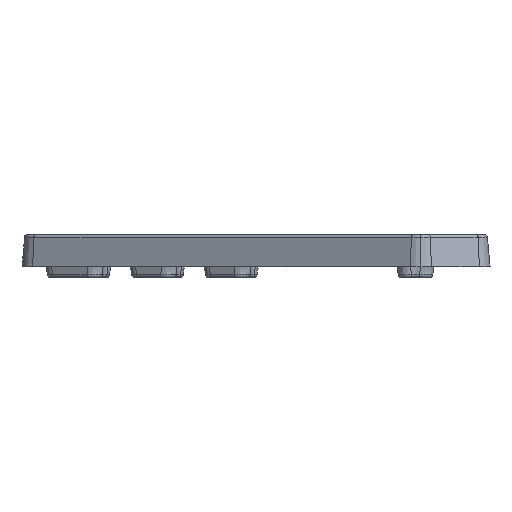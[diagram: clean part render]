
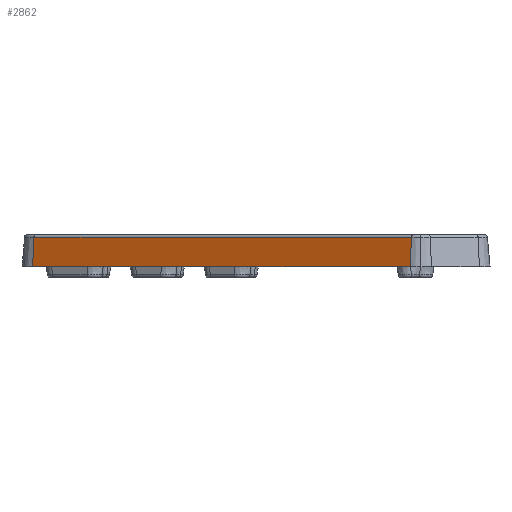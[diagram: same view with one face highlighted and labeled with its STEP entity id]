
A CAD part, left-side view. The second image highlights one B-rep face of the part: STEP entity #2862.
In plain terms, the highlighted planar face has unit normal (-0.863, 0.498, 0.087).
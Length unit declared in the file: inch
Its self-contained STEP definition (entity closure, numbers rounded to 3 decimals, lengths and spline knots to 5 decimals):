
#166 = PLANE ( 'NONE',  #2130 ) ;
#255 = EDGE_CURVE ( 'NONE', #1454, #1222, #6226, .T. ) ;
#530 = DIRECTION ( 'NONE',  ( 0.5, 0.866, 0. ) ) ;
#645 = ORIENTED_EDGE ( 'NONE', *, *, #2662, .F. ) ;
#879 = CARTESIAN_POINT ( 'NONE',  ( 0.50779, 1.4116, 0.10913 ) ) ;
#1222 = VERTEX_POINT ( 'NONE', #1654 ) ;
#1310 = EDGE_CURVE ( 'NONE', #1222, #4712, #3552, .T. ) ;
#1449 = DIRECTION ( 'NONE',  ( -0.075, 0.044, -0.996 ) ) ;
#1454 = VERTEX_POINT ( 'NONE', #879 ) ;
#1654 = CARTESIAN_POINT ( 'NONE',  ( 0.49952, 1.41638, 0. ) ) ;
#1788 = VECTOR ( 'NONE', #1449, 39.37008 ) ;
#2130 = AXIS2_PLACEMENT_3D ( 'NONE', #3236, #2202, #4819 ) ;
#2188 = VECTOR ( 'NONE', #4428, 39.37008 ) ;
#2202 = DIRECTION ( 'NONE',  ( -0.863, 0.498, 0.087 ) ) ;
#2299 = ORIENTED_EDGE ( 'NONE', *, *, #1310, .T. ) ;
#2662 = EDGE_CURVE ( 'NONE', #5504, #4712, #3187, .T. ) ;
#2862 = ADVANCED_FACE ( 'NONE', ( #4481 ), #166, .T. ) ;
#3187 = LINE ( 'NONE', #4627, #1788 ) ;
#3236 = CARTESIAN_POINT ( 'NONE',  ( 0.53889, 1.48457, 0. ) ) ;
#3265 = VECTOR ( 'NONE', #530, 39.37008 ) ;
#3315 = VECTOR ( 'NONE', #4643, 39.37008 ) ;
#3335 = CARTESIAN_POINT ( 'NONE',  ( 0.49952, 1.41638, 0. ) ) ;
#3552 = LINE ( 'NONE', #3335, #2188 ) ;
#3750 = CARTESIAN_POINT ( 'NONE',  ( -0.29859, 0.01491, 0.10913 ) ) ;
#4261 = EDGE_LOOP ( 'NONE', ( #2299, #645, #6607, #5901 ) ) ;
#4428 = DIRECTION ( 'NONE',  ( -0.5, -0.866, 0. ) ) ;
#4481 = FACE_OUTER_BOUND ( 'NONE', #4261, .T. ) ;
#4627 = CARTESIAN_POINT ( 'NONE',  ( -1488.80824, 859.40636, -19645.66929 ) ) ;
#4643 = DIRECTION ( 'NONE',  ( -0.075, 0.044, -0.996 ) ) ;
#4712 = VERTEX_POINT ( 'NONE', #4845 ) ;
#4819 = DIRECTION ( 'NONE',  ( -0.5, -0.866, 0. ) ) ;
#4845 = CARTESIAN_POINT ( 'NONE',  ( -0.30686, 0.01969, 0. ) ) ;
#4974 = LINE ( 'NONE', #5221, #3265 ) ;
#5125 = CARTESIAN_POINT ( 'NONE',  ( 0.49952, 1.41638, 0. ) ) ;
#5221 = CARTESIAN_POINT ( 'NONE',  ( 0.54716, 1.47979, 0.10913 ) ) ;
#5390 = EDGE_CURVE ( 'NONE', #5504, #1454, #4974, .T. ) ;
#5504 = VERTEX_POINT ( 'NONE', #3750 ) ;
#5901 = ORIENTED_EDGE ( 'NONE', *, *, #255, .T. ) ;
#6226 = LINE ( 'NONE', #5125, #3315 ) ;
#6607 = ORIENTED_EDGE ( 'NONE', *, *, #5390, .T. ) ;
